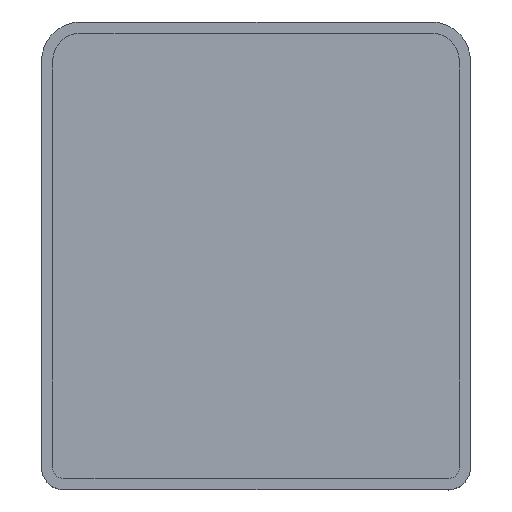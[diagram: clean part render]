
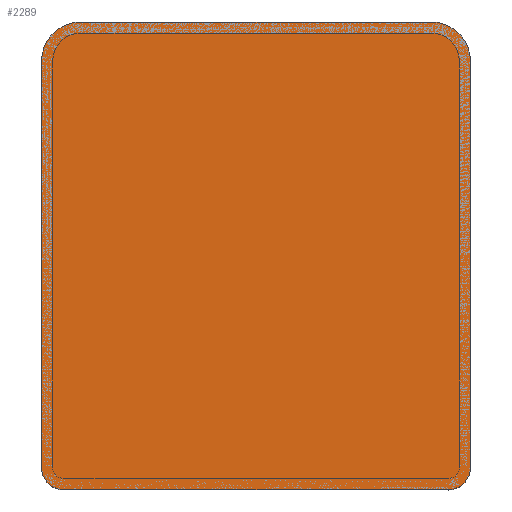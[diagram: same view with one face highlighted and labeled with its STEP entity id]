
A CAD part, top view. The second image highlights one B-rep face of the part: STEP entity #2289.
In plain terms, the highlighted planar face has unit normal (0, 0, 1).
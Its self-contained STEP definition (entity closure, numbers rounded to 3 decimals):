
#1668 = VERTEX_POINT('',#1669);
#1669 = CARTESIAN_POINT('',(32.,60.,24.));
#1678 = PLANE('',#1679);
#1679 = AXIS2_PLACEMENT_3D('',#1680,#1681,#1682);
#1680 = CARTESIAN_POINT('',(32.,60.,24.));
#1681 = DIRECTION('',(-1.,0.,0.));
#1682 = DIRECTION('',(0.,-1.,0.));
#1690 = CYLINDRICAL_SURFACE('',#1691,7.);
#1691 = AXIS2_PLACEMENT_3D('',#1692,#1693,#1694);
#1692 = CARTESIAN_POINT('',(25.,60.,24.));
#1693 = DIRECTION('',(0.,0.,1.));
#1694 = DIRECTION('',(1.,0.,0.));
#1731 = VERTEX_POINT('',#1732);
#1732 = CARTESIAN_POINT('',(32.,-13.,24.));
#1746 = CYLINDRICAL_SURFACE('',#1747,4.);
#1747 = AXIS2_PLACEMENT_3D('',#1748,#1749,#1750);
#1748 = CARTESIAN_POINT('',(28.,-13.,24.));
#1749 = DIRECTION('',(0.,0.,1.));
#1750 = DIRECTION('',(1.,0.,0.));
#1758 = EDGE_CURVE('',#1668,#1731,#1759,.T.);
#1759 = SURFACE_CURVE('',#1760,(#1764,#1771),.PCURVE_S1.);
#1760 = LINE('',#1761,#1762);
#1761 = CARTESIAN_POINT('',(32.,60.,24.));
#1762 = VECTOR('',#1763,1.);
#1763 = DIRECTION('',(0.,-1.,0.));
#1764 = PCURVE('',#1678,#1765);
#1765 = DEFINITIONAL_REPRESENTATION('',(#1766),#1770);
#1766 = LINE('',#1767,#1768);
#1767 = CARTESIAN_POINT('',(0.,0.));
#1768 = VECTOR('',#1769,1.);
#1769 = DIRECTION('',(1.,0.));
#1770 = ( GEOMETRIC_REPRESENTATION_CONTEXT(2) 
PARAMETRIC_REPRESENTATION_CONTEXT() REPRESENTATION_CONTEXT('2D SPACE',''
  ) );
#1771 = PCURVE('',#1772,#1777);
#1772 = PLANE('',#1773);
#1773 = AXIS2_PLACEMENT_3D('',#1774,#1775,#1776);
#1774 = CARTESIAN_POINT('',(-6.5,24.621,24.));
#1775 = DIRECTION('',(0.,0.,1.));
#1776 = DIRECTION('',(1.,0.,0.));
#1777 = DEFINITIONAL_REPRESENTATION('',(#1778),#1782);
#1778 = LINE('',#1779,#1780);
#1779 = CARTESIAN_POINT('',(38.5,35.379));
#1780 = VECTOR('',#1781,1.);
#1781 = DIRECTION('',(0.,-1.));
#1782 = ( GEOMETRIC_REPRESENTATION_CONTEXT(2) 
PARAMETRIC_REPRESENTATION_CONTEXT() REPRESENTATION_CONTEXT('2D SPACE',''
  ) );
#1788 = VERTEX_POINT('',#1789);
#1789 = CARTESIAN_POINT('',(28.,-17.,24.));
#1805 = PLANE('',#1806);
#1806 = AXIS2_PLACEMENT_3D('',#1807,#1808,#1809);
#1807 = CARTESIAN_POINT('',(-41.,-17.,24.));
#1808 = DIRECTION('',(0.,-1.,0.));
#1809 = DIRECTION('',(1.,0.,0.));
#1840 = EDGE_CURVE('',#1788,#1731,#1841,.T.);
#1841 = SURFACE_CURVE('',#1842,(#1847,#1854),.PCURVE_S1.);
#1842 = CIRCLE('',#1843,4.);
#1843 = AXIS2_PLACEMENT_3D('',#1844,#1845,#1846);
#1844 = CARTESIAN_POINT('',(28.,-13.,24.));
#1845 = DIRECTION('',(0.,0.,1.));
#1846 = DIRECTION('',(1.,0.,0.));
#1847 = PCURVE('',#1746,#1848);
#1848 = DEFINITIONAL_REPRESENTATION('',(#1849),#1853);
#1849 = LINE('',#1850,#1851);
#1850 = CARTESIAN_POINT('',(0.,0.));
#1851 = VECTOR('',#1852,1.);
#1852 = DIRECTION('',(1.,0.));
#1853 = ( GEOMETRIC_REPRESENTATION_CONTEXT(2) 
PARAMETRIC_REPRESENTATION_CONTEXT() REPRESENTATION_CONTEXT('2D SPACE',''
  ) );
#1854 = PCURVE('',#1772,#1855);
#1855 = DEFINITIONAL_REPRESENTATION('',(#1856),#1860);
#1856 = CIRCLE('',#1857,4.);
#1857 = AXIS2_PLACEMENT_2D('',#1858,#1859);
#1858 = CARTESIAN_POINT('',(34.5,-37.621));
#1859 = DIRECTION('',(1.,0.));
#1860 = ( GEOMETRIC_REPRESENTATION_CONTEXT(2) 
PARAMETRIC_REPRESENTATION_CONTEXT() REPRESENTATION_CONTEXT('2D SPACE',''
  ) );
#1866 = VERTEX_POINT('',#1867);
#1867 = CARTESIAN_POINT('',(-41.,-17.,24.));
#1883 = CYLINDRICAL_SURFACE('',#1884,4.);
#1884 = AXIS2_PLACEMENT_3D('',#1885,#1886,#1887);
#1885 = CARTESIAN_POINT('',(-41.,-13.,24.));
#1886 = DIRECTION('',(0.,0.,1.));
#1887 = DIRECTION('',(1.,0.,0.));
#1917 = EDGE_CURVE('',#1866,#1788,#1918,.T.);
#1918 = SURFACE_CURVE('',#1919,(#1923,#1930),.PCURVE_S1.);
#1919 = LINE('',#1920,#1921);
#1920 = CARTESIAN_POINT('',(-41.,-17.,24.));
#1921 = VECTOR('',#1922,1.);
#1922 = DIRECTION('',(1.,0.,0.));
#1923 = PCURVE('',#1805,#1924);
#1924 = DEFINITIONAL_REPRESENTATION('',(#1925),#1929);
#1925 = LINE('',#1926,#1927);
#1926 = CARTESIAN_POINT('',(0.,0.));
#1927 = VECTOR('',#1928,1.);
#1928 = DIRECTION('',(1.,0.));
#1929 = ( GEOMETRIC_REPRESENTATION_CONTEXT(2) 
PARAMETRIC_REPRESENTATION_CONTEXT() REPRESENTATION_CONTEXT('2D SPACE',''
  ) );
#1930 = PCURVE('',#1772,#1931);
#1931 = DEFINITIONAL_REPRESENTATION('',(#1932),#1936);
#1932 = LINE('',#1933,#1934);
#1933 = CARTESIAN_POINT('',(-34.5,-41.621));
#1934 = VECTOR('',#1935,1.);
#1935 = DIRECTION('',(1.,0.));
#1936 = ( GEOMETRIC_REPRESENTATION_CONTEXT(2) 
PARAMETRIC_REPRESENTATION_CONTEXT() REPRESENTATION_CONTEXT('2D SPACE',''
  ) );
#1942 = VERTEX_POINT('',#1943);
#1943 = CARTESIAN_POINT('',(-45.,-13.,24.));
#1959 = PLANE('',#1960);
#1960 = AXIS2_PLACEMENT_3D('',#1961,#1962,#1963);
#1961 = CARTESIAN_POINT('',(-45.,60.,24.));
#1962 = DIRECTION('',(-1.,0.,0.));
#1963 = DIRECTION('',(0.,-1.,0.));
#1994 = EDGE_CURVE('',#1942,#1866,#1995,.T.);
#1995 = SURFACE_CURVE('',#1996,(#2001,#2008),.PCURVE_S1.);
#1996 = CIRCLE('',#1997,4.);
#1997 = AXIS2_PLACEMENT_3D('',#1998,#1999,#2000);
#1998 = CARTESIAN_POINT('',(-41.,-13.,24.));
#1999 = DIRECTION('',(0.,0.,1.));
#2000 = DIRECTION('',(1.,0.,0.));
#2001 = PCURVE('',#1883,#2002);
#2002 = DEFINITIONAL_REPRESENTATION('',(#2003),#2007);
#2003 = LINE('',#2004,#2005);
#2004 = CARTESIAN_POINT('',(0.,0.));
#2005 = VECTOR('',#2006,1.);
#2006 = DIRECTION('',(1.,0.));
#2007 = ( GEOMETRIC_REPRESENTATION_CONTEXT(2) 
PARAMETRIC_REPRESENTATION_CONTEXT() REPRESENTATION_CONTEXT('2D SPACE',''
  ) );
#2008 = PCURVE('',#1772,#2009);
#2009 = DEFINITIONAL_REPRESENTATION('',(#2010),#2014);
#2010 = CIRCLE('',#2011,4.);
#2011 = AXIS2_PLACEMENT_2D('',#2012,#2013);
#2012 = CARTESIAN_POINT('',(-34.5,-37.621));
#2013 = DIRECTION('',(1.,0.));
#2014 = ( GEOMETRIC_REPRESENTATION_CONTEXT(2) 
PARAMETRIC_REPRESENTATION_CONTEXT() REPRESENTATION_CONTEXT('2D SPACE',''
  ) );
#2020 = VERTEX_POINT('',#2021);
#2021 = CARTESIAN_POINT('',(-45.,60.,24.));
#2037 = CYLINDRICAL_SURFACE('',#2038,7.);
#2038 = AXIS2_PLACEMENT_3D('',#2039,#2040,#2041);
#2039 = CARTESIAN_POINT('',(-38.,60.,24.));
#2040 = DIRECTION('',(0.,0.,1.));
#2041 = DIRECTION('',(1.,0.,0.));
#2071 = EDGE_CURVE('',#2020,#1942,#2072,.T.);
#2072 = SURFACE_CURVE('',#2073,(#2077,#2084),.PCURVE_S1.);
#2073 = LINE('',#2074,#2075);
#2074 = CARTESIAN_POINT('',(-45.,60.,24.));
#2075 = VECTOR('',#2076,1.);
#2076 = DIRECTION('',(0.,-1.,0.));
#2077 = PCURVE('',#1959,#2078);
#2078 = DEFINITIONAL_REPRESENTATION('',(#2079),#2083);
#2079 = LINE('',#2080,#2081);
#2080 = CARTESIAN_POINT('',(0.,0.));
#2081 = VECTOR('',#2082,1.);
#2082 = DIRECTION('',(1.,0.));
#2083 = ( GEOMETRIC_REPRESENTATION_CONTEXT(2) 
PARAMETRIC_REPRESENTATION_CONTEXT() REPRESENTATION_CONTEXT('2D SPACE',''
  ) );
#2084 = PCURVE('',#1772,#2085);
#2085 = DEFINITIONAL_REPRESENTATION('',(#2086),#2090);
#2086 = LINE('',#2087,#2088);
#2087 = CARTESIAN_POINT('',(-38.5,35.379));
#2088 = VECTOR('',#2089,1.);
#2089 = DIRECTION('',(0.,-1.));
#2090 = ( GEOMETRIC_REPRESENTATION_CONTEXT(2) 
PARAMETRIC_REPRESENTATION_CONTEXT() REPRESENTATION_CONTEXT('2D SPACE',''
  ) );
#2096 = VERTEX_POINT('',#2097);
#2097 = CARTESIAN_POINT('',(-38.,67.,24.));
#2113 = PLANE('',#2114);
#2114 = AXIS2_PLACEMENT_3D('',#2115,#2116,#2117);
#2115 = CARTESIAN_POINT('',(-38.,67.,24.));
#2116 = DIRECTION('',(0.,-1.,0.));
#2117 = DIRECTION('',(1.,0.,0.));
#2148 = EDGE_CURVE('',#2096,#2020,#2149,.T.);
#2149 = SURFACE_CURVE('',#2150,(#2155,#2162),.PCURVE_S1.);
#2150 = CIRCLE('',#2151,7.);
#2151 = AXIS2_PLACEMENT_3D('',#2152,#2153,#2154);
#2152 = CARTESIAN_POINT('',(-38.,60.,24.));
#2153 = DIRECTION('',(0.,0.,1.));
#2154 = DIRECTION('',(1.,0.,0.));
#2155 = PCURVE('',#2037,#2156);
#2156 = DEFINITIONAL_REPRESENTATION('',(#2157),#2161);
#2157 = LINE('',#2158,#2159);
#2158 = CARTESIAN_POINT('',(0.,0.));
#2159 = VECTOR('',#2160,1.);
#2160 = DIRECTION('',(1.,0.));
#2161 = ( GEOMETRIC_REPRESENTATION_CONTEXT(2) 
PARAMETRIC_REPRESENTATION_CONTEXT() REPRESENTATION_CONTEXT('2D SPACE',''
  ) );
#2162 = PCURVE('',#1772,#2163);
#2163 = DEFINITIONAL_REPRESENTATION('',(#2164),#2168);
#2164 = CIRCLE('',#2165,7.);
#2165 = AXIS2_PLACEMENT_2D('',#2166,#2167);
#2166 = CARTESIAN_POINT('',(-31.5,35.379));
#2167 = DIRECTION('',(1.,0.));
#2168 = ( GEOMETRIC_REPRESENTATION_CONTEXT(2) 
PARAMETRIC_REPRESENTATION_CONTEXT() REPRESENTATION_CONTEXT('2D SPACE',''
  ) );
#2198 = VERTEX_POINT('',#2199);
#2199 = CARTESIAN_POINT('',(25.,67.,24.));
#2220 = EDGE_CURVE('',#2096,#2198,#2221,.T.);
#2221 = SURFACE_CURVE('',#2222,(#2226,#2233),.PCURVE_S1.);
#2222 = LINE('',#2223,#2224);
#2223 = CARTESIAN_POINT('',(-38.,67.,24.));
#2224 = VECTOR('',#2225,1.);
#2225 = DIRECTION('',(1.,0.,0.));
#2226 = PCURVE('',#2113,#2227);
#2227 = DEFINITIONAL_REPRESENTATION('',(#2228),#2232);
#2228 = LINE('',#2229,#2230);
#2229 = CARTESIAN_POINT('',(0.,0.));
#2230 = VECTOR('',#2231,1.);
#2231 = DIRECTION('',(1.,0.));
#2232 = ( GEOMETRIC_REPRESENTATION_CONTEXT(2) 
PARAMETRIC_REPRESENTATION_CONTEXT() REPRESENTATION_CONTEXT('2D SPACE',''
  ) );
#2233 = PCURVE('',#1772,#2234);
#2234 = DEFINITIONAL_REPRESENTATION('',(#2235),#2239);
#2235 = LINE('',#2236,#2237);
#2236 = CARTESIAN_POINT('',(-31.5,42.379));
#2237 = VECTOR('',#2238,1.);
#2238 = DIRECTION('',(1.,0.));
#2239 = ( GEOMETRIC_REPRESENTATION_CONTEXT(2) 
PARAMETRIC_REPRESENTATION_CONTEXT() REPRESENTATION_CONTEXT('2D SPACE',''
  ) );
#2268 = EDGE_CURVE('',#1668,#2198,#2269,.T.);
#2269 = SURFACE_CURVE('',#2270,(#2275,#2282),.PCURVE_S1.);
#2270 = CIRCLE('',#2271,7.);
#2271 = AXIS2_PLACEMENT_3D('',#2272,#2273,#2274);
#2272 = CARTESIAN_POINT('',(25.,60.,24.));
#2273 = DIRECTION('',(0.,0.,1.));
#2274 = DIRECTION('',(1.,0.,0.));
#2275 = PCURVE('',#1690,#2276);
#2276 = DEFINITIONAL_REPRESENTATION('',(#2277),#2281);
#2277 = LINE('',#2278,#2279);
#2278 = CARTESIAN_POINT('',(0.,0.));
#2279 = VECTOR('',#2280,1.);
#2280 = DIRECTION('',(1.,0.));
#2281 = ( GEOMETRIC_REPRESENTATION_CONTEXT(2) 
PARAMETRIC_REPRESENTATION_CONTEXT() REPRESENTATION_CONTEXT('2D SPACE',''
  ) );
#2282 = PCURVE('',#1772,#2283);
#2283 = DEFINITIONAL_REPRESENTATION('',(#2284),#2288);
#2284 = CIRCLE('',#2285,7.);
#2285 = AXIS2_PLACEMENT_2D('',#2286,#2287);
#2286 = CARTESIAN_POINT('',(31.5,35.379));
#2287 = DIRECTION('',(1.,0.));
#2288 = ( GEOMETRIC_REPRESENTATION_CONTEXT(2) 
PARAMETRIC_REPRESENTATION_CONTEXT() REPRESENTATION_CONTEXT('2D SPACE',''
  ) );
#2289 = ADVANCED_FACE('',(#2290),#1772,.T.);
#2290 = FACE_BOUND('',#2291,.F.);
#2291 = EDGE_LOOP('',(#2292,#2293,#2294,#2295,#2296,#2297,#2298,#2299));
#2292 = ORIENTED_EDGE('',*,*,#1758,.T.);
#2293 = ORIENTED_EDGE('',*,*,#1840,.F.);
#2294 = ORIENTED_EDGE('',*,*,#1917,.F.);
#2295 = ORIENTED_EDGE('',*,*,#1994,.F.);
#2296 = ORIENTED_EDGE('',*,*,#2071,.F.);
#2297 = ORIENTED_EDGE('',*,*,#2148,.F.);
#2298 = ORIENTED_EDGE('',*,*,#2220,.T.);
#2299 = ORIENTED_EDGE('',*,*,#2268,.F.);
